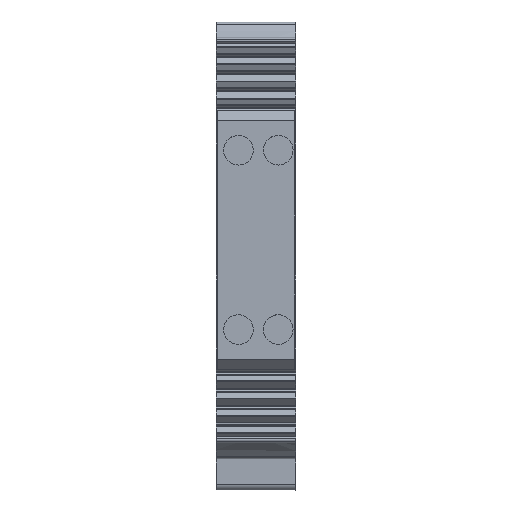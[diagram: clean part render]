
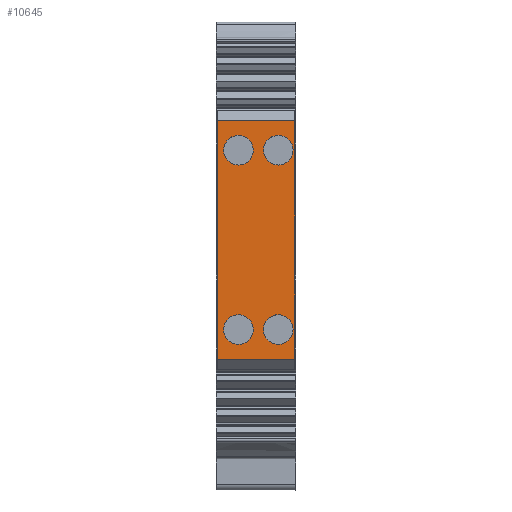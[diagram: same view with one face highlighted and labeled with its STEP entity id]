
A CAD part, top view. The second image highlights one B-rep face of the part: STEP entity #10645.
In plain terms, the highlighted planar face has unit normal (0, 0, 1).
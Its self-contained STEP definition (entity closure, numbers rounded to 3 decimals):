
#10338=AXIS2_PLACEMENT_3D('Circle Axis2P3D',#10336,#10337,$) ;
#10535=AXIS2_PLACEMENT_3D('Plane Axis2P3D',#10532,#10533,#10534) ;
#10589=AXIS2_PLACEMENT_3D('Circle Axis2P3D',#10587,#10588,$) ;
#10598=AXIS2_PLACEMENT_3D('Circle Axis2P3D',#10596,#10597,$) ;
#10607=AXIS2_PLACEMENT_3D('Circle Axis2P3D',#10605,#10606,$) ;
#10616=AXIS2_PLACEMENT_3D('Circle Axis2P3D',#10614,#10615,$) ;
#10629=AXIS2_PLACEMENT_3D('Circle Axis2P3D',#10627,#10628,$) ;
#10638=AXIS2_PLACEMENT_3D('Circle Axis2P3D',#10636,#10637,$) ;
#10277=CARTESIAN_POINT('Vertex',(7.039,18.833,49.75)) ;
#10297=CARTESIAN_POINT('Vertex',(8.861,22.167,49.75)) ;
#10301=CARTESIAN_POINT('Control Point',(7.039,18.833,49.75)) ;
#10302=CARTESIAN_POINT('Control Point',(6.515,19.119,49.75)) ;
#10303=CARTESIAN_POINT('Control Point',(6.104,19.611,49.75)) ;
#10304=CARTESIAN_POINT('Control Point',(5.916,20.251,49.75)) ;
#10305=CARTESIAN_POINT('Control Point',(6.077,21.523,49.75)) ;
#10306=CARTESIAN_POINT('Control Point',(7.061,22.346,49.75)) ;
#10307=CARTESIAN_POINT('Control Point',(7.701,22.534,49.75)) ;
#10308=CARTESIAN_POINT('Control Point',(8.337,22.454,49.75)) ;
#10309=CARTESIAN_POINT('Control Point',(8.861,22.167,49.75)) ;
#10336=CARTESIAN_POINT('Axis2P3D Location',(7.95,20.5,49.75)) ;
#10532=CARTESIAN_POINT('Axis2P3D Location',(5.25,32.,49.75)) ;
#10537=CARTESIAN_POINT('Line Origine',(10.09,23.058,49.75)) ;
#10541=CARTESIAN_POINT('Vertex',(10.09,29.467,49.75)) ;
#10543=CARTESIAN_POINT('Vertex',(10.09,16.65,49.75)) ;
#10546=CARTESIAN_POINT('Line Origine',(10.09,31.942,49.75)) ;
#10550=CARTESIAN_POINT('Vertex',(10.09,34.418,49.75)) ;
#10553=CARTESIAN_POINT('Line Origine',(10.09,40.884,49.75)) ;
#10557=CARTESIAN_POINT('Vertex',(10.09,47.35,49.75)) ;
#10560=CARTESIAN_POINT('Line Origine',(5.1,47.35,49.75)) ;
#10564=CARTESIAN_POINT('Vertex',(0.11,47.35,49.75)) ;
#10567=CARTESIAN_POINT('Line Origine',(0.11,32.,49.75)) ;
#10571=CARTESIAN_POINT('Vertex',(0.11,16.65,49.75)) ;
#10574=CARTESIAN_POINT('Line Origine',(5.1,16.65,49.75)) ;
#10587=CARTESIAN_POINT('Axis2P3D Location',(7.95,43.5,49.75)) ;
#10591=CARTESIAN_POINT('Vertex',(7.039,41.833,49.75)) ;
#10593=CARTESIAN_POINT('Vertex',(8.861,45.167,49.75)) ;
#10596=CARTESIAN_POINT('Axis2P3D Location',(7.95,43.5,49.75)) ;
#10605=CARTESIAN_POINT('Axis2P3D Location',(2.85,20.5,49.75)) ;
#10609=CARTESIAN_POINT('Vertex',(3.761,22.167,49.75)) ;
#10611=CARTESIAN_POINT('Vertex',(1.939,18.833,49.75)) ;
#10614=CARTESIAN_POINT('Axis2P3D Location',(2.85,20.5,49.75)) ;
#10627=CARTESIAN_POINT('Axis2P3D Location',(2.85,43.5,49.75)) ;
#10631=CARTESIAN_POINT('Vertex',(1.939,41.833,49.75)) ;
#10633=CARTESIAN_POINT('Vertex',(3.761,45.167,49.75)) ;
#10636=CARTESIAN_POINT('Axis2P3D Location',(2.85,43.5,49.75)) ;
#10337=DIRECTION('Axis2P3D Direction',(0.,0.,-1.)) ;
#10533=DIRECTION('Axis2P3D Direction',(0.,0.,1.)) ;
#10534=DIRECTION('Axis2P3D XDirection',(0.,-1.,0.)) ;
#10538=DIRECTION('Vector Direction',(0.,1.,0.)) ;
#10547=DIRECTION('Vector Direction',(0.,-1.,0.)) ;
#10554=DIRECTION('Vector Direction',(0.,1.,0.)) ;
#10561=DIRECTION('Vector Direction',(1.,0.,0.)) ;
#10568=DIRECTION('Vector Direction',(0.,-1.,0.)) ;
#10575=DIRECTION('Vector Direction',(1.,0.,0.)) ;
#10588=DIRECTION('Axis2P3D Direction',(0.,0.,1.)) ;
#10597=DIRECTION('Axis2P3D Direction',(0.,0.,1.)) ;
#10606=DIRECTION('Axis2P3D Direction',(0.,0.,1.)) ;
#10615=DIRECTION('Axis2P3D Direction',(0.,0.,1.)) ;
#10628=DIRECTION('Axis2P3D Direction',(0.,0.,1.)) ;
#10637=DIRECTION('Axis2P3D Direction',(0.,0.,1.)) ;
#10539=VECTOR('Line Direction',#10538,1.) ;
#10548=VECTOR('Line Direction',#10547,1.) ;
#10555=VECTOR('Line Direction',#10554,1.) ;
#10562=VECTOR('Line Direction',#10561,1.) ;
#10569=VECTOR('Line Direction',#10568,1.) ;
#10576=VECTOR('Line Direction',#10575,1.) ;
#10580=ORIENTED_EDGE('',*,*,#10545,.F.) ;
#10581=ORIENTED_EDGE('',*,*,#10552,.F.) ;
#10582=ORIENTED_EDGE('',*,*,#10559,.F.) ;
#10583=ORIENTED_EDGE('',*,*,#10566,.F.) ;
#10584=ORIENTED_EDGE('',*,*,#10573,.F.) ;
#10585=ORIENTED_EDGE('',*,*,#10578,.T.) ;
#10602=ORIENTED_EDGE('',*,*,#10595,.F.) ;
#10603=ORIENTED_EDGE('',*,*,#10600,.F.) ;
#10620=ORIENTED_EDGE('',*,*,#10613,.F.) ;
#10621=ORIENTED_EDGE('',*,*,#10618,.F.) ;
#10624=ORIENTED_EDGE('',*,*,#10310,.F.) ;
#10625=ORIENTED_EDGE('',*,*,#10340,.F.) ;
#10642=ORIENTED_EDGE('',*,*,#10635,.F.) ;
#10643=ORIENTED_EDGE('',*,*,#10640,.F.) ;
#10604=FACE_BOUND('',#10601,.T.) ;
#10622=FACE_BOUND('',#10619,.T.) ;
#10626=FACE_BOUND('',#10623,.T.) ;
#10644=FACE_BOUND('',#10641,.T.) ;
#10645=ADVANCED_FACE('TC-1',(#10586,#10604,#10622,#10626,#10644),#10536,.T.) ;
#10300=B_SPLINE_CURVE_WITH_KNOTS('',5,(#10301,#10302,#10303,#10304,#10305,#10306,#10307,#10308,#10309),.UNSPECIFIED.,.F.,.U.,(6,3,6),(-2.985,0.,2.985),.UNSPECIFIED.) ;
#10339=CIRCLE('generated circle',#10338,1.9) ;
#10590=CIRCLE('generated circle',#10589,1.9) ;
#10599=CIRCLE('generated circle',#10598,1.9) ;
#10608=CIRCLE('generated circle',#10607,1.9) ;
#10617=CIRCLE('generated circle',#10616,1.9) ;
#10630=CIRCLE('generated circle',#10629,1.9) ;
#10639=CIRCLE('generated circle',#10638,1.9) ;
#10310=EDGE_CURVE('',#10298,#10278,#10300,.F.) ;
#10340=EDGE_CURVE('',#10278,#10298,#10339,.F.) ;
#10545=EDGE_CURVE('',#10542,#10544,#10540,.F.) ;
#10552=EDGE_CURVE('',#10551,#10542,#10549,.T.) ;
#10559=EDGE_CURVE('',#10558,#10551,#10556,.F.) ;
#10566=EDGE_CURVE('',#10565,#10558,#10563,.T.) ;
#10573=EDGE_CURVE('',#10572,#10565,#10570,.F.) ;
#10578=EDGE_CURVE('',#10572,#10544,#10577,.T.) ;
#10595=EDGE_CURVE('',#10592,#10594,#10590,.T.) ;
#10600=EDGE_CURVE('',#10594,#10592,#10599,.T.) ;
#10613=EDGE_CURVE('',#10610,#10612,#10608,.T.) ;
#10618=EDGE_CURVE('',#10612,#10610,#10617,.T.) ;
#10635=EDGE_CURVE('',#10632,#10634,#10630,.T.) ;
#10640=EDGE_CURVE('',#10634,#10632,#10639,.T.) ;
#10579=EDGE_LOOP('',(#10580,#10581,#10582,#10583,#10584,#10585)) ;
#10601=EDGE_LOOP('',(#10602,#10603)) ;
#10619=EDGE_LOOP('',(#10620,#10621)) ;
#10623=EDGE_LOOP('',(#10624,#10625)) ;
#10641=EDGE_LOOP('',(#10642,#10643)) ;
#10586=FACE_OUTER_BOUND('',#10579,.T.) ;
#10540=LINE('Line',#10537,#10539) ;
#10549=LINE('Line',#10546,#10548) ;
#10556=LINE('Line',#10553,#10555) ;
#10563=LINE('Line',#10560,#10562) ;
#10570=LINE('Line',#10567,#10569) ;
#10577=LINE('Line',#10574,#10576) ;
#10536=PLANE('',#10535) ;
#10278=VERTEX_POINT('',#10277) ;
#10298=VERTEX_POINT('',#10297) ;
#10542=VERTEX_POINT('',#10541) ;
#10544=VERTEX_POINT('',#10543) ;
#10551=VERTEX_POINT('',#10550) ;
#10558=VERTEX_POINT('',#10557) ;
#10565=VERTEX_POINT('',#10564) ;
#10572=VERTEX_POINT('',#10571) ;
#10592=VERTEX_POINT('',#10591) ;
#10594=VERTEX_POINT('',#10593) ;
#10610=VERTEX_POINT('',#10609) ;
#10612=VERTEX_POINT('',#10611) ;
#10632=VERTEX_POINT('',#10631) ;
#10634=VERTEX_POINT('',#10633) ;
